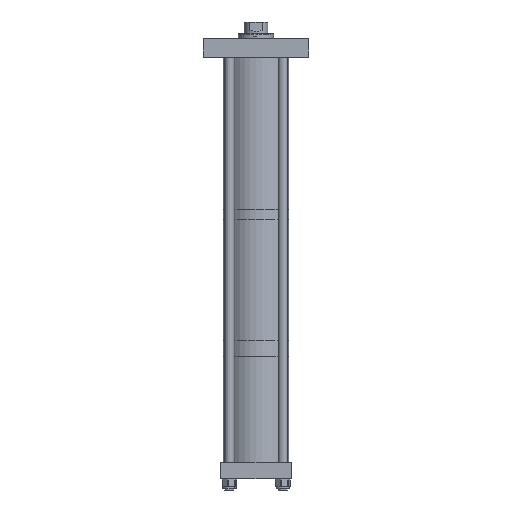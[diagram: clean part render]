
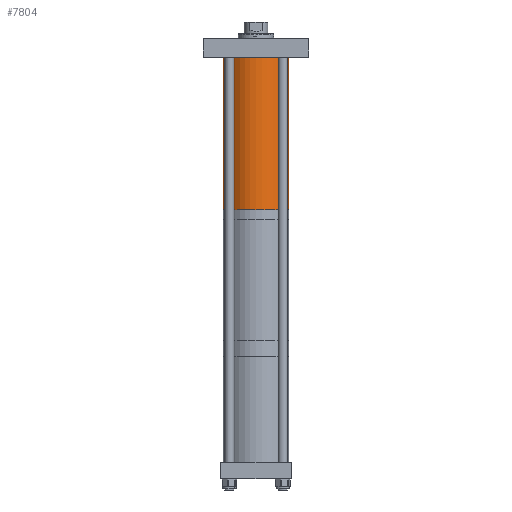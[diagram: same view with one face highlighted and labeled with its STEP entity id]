
A CAD part, front view. The second image highlights one B-rep face of the part: STEP entity #7804.
In plain terms, the highlighted cylindrical face has radius 88.9 mm (diameter 177.8 mm), a partial arc.
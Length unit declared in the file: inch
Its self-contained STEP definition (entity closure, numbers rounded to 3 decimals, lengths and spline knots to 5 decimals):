
#113 = CARTESIAN_POINT ( 'NONE',  ( -3.5, 0., 16.19 ) ) ;
#442 = ORIENTED_EDGE ( 'NONE', *, *, #9578, .T. ) ;
#627 = CARTESIAN_POINT ( 'NONE',  ( 0., 0., 16.19 ) ) ;
#1352 = EDGE_LOOP ( 'NONE', ( #7962, #7499, #442, #8401 ) ) ;
#1418 = VECTOR ( 'NONE', #8086, 39.37008 ) ;
#1459 = DIRECTION ( 'NONE',  ( 0., 0., -1. ) ) ;
#1621 = VERTEX_POINT ( 'NONE', #7683 ) ;
#2503 = EDGE_CURVE ( 'NONE', #8774, #1621, #5748, .T. ) ;
#2664 = CYLINDRICAL_SURFACE ( 'NONE', #3998, 3.5 ) ;
#2721 = CARTESIAN_POINT ( 'NONE',  ( -3.5, 0., 0. ) ) ;
#3007 = DIRECTION ( 'NONE',  ( 1., 0., 0. ) ) ;
#3563 = EDGE_CURVE ( 'NONE', #3899, #1621, #5607, .T. ) ;
#3899 = VERTEX_POINT ( 'NONE', #5027 ) ;
#3998 = AXIS2_PLACEMENT_3D ( 'NONE', #627, #1459, #6320 ) ;
#4067 = CARTESIAN_POINT ( 'NONE',  ( -3.5, 0., 16.19 ) ) ;
#4371 = VECTOR ( 'NONE', #7098, 39.37008 ) ;
#5014 = DIRECTION ( 'NONE',  ( 1., 0., 0. ) ) ;
#5027 = CARTESIAN_POINT ( 'NONE',  ( 3.5, 0., 16.19 ) ) ;
#5432 = AXIS2_PLACEMENT_3D ( 'NONE', #8674, #9353, #3007 ) ;
#5607 = LINE ( 'NONE', #7801, #4371 ) ;
#5748 = CIRCLE ( 'NONE', #9174, 3.5 ) ;
#5776 = CARTESIAN_POINT ( 'NONE',  ( 0., 0., 0. ) ) ;
#6320 = DIRECTION ( 'NONE',  ( -1., 0., 0. ) ) ;
#6778 = VERTEX_POINT ( 'NONE', #4067 ) ;
#6935 = LINE ( 'NONE', #113, #1418 ) ;
#7098 = DIRECTION ( 'NONE',  ( 0., 0., -1. ) ) ;
#7144 = EDGE_CURVE ( 'NONE', #6778, #3899, #8594, .T. ) ;
#7499 = ORIENTED_EDGE ( 'NONE', *, *, #7144, .F. ) ;
#7683 = CARTESIAN_POINT ( 'NONE',  ( 3.5, 0., 0. ) ) ;
#7801 = CARTESIAN_POINT ( 'NONE',  ( 3.5, 0., 16.19 ) ) ;
#7804 = ADVANCED_FACE ( 'NONE', ( #10192 ), #2664, .T. ) ;
#7962 = ORIENTED_EDGE ( 'NONE', *, *, #3563, .F. ) ;
#8086 = DIRECTION ( 'NONE',  ( 0., 0., -1. ) ) ;
#8401 = ORIENTED_EDGE ( 'NONE', *, *, #2503, .T. ) ;
#8594 = CIRCLE ( 'NONE', #5432, 3.5 ) ;
#8674 = CARTESIAN_POINT ( 'NONE',  ( 0., 0., 16.19 ) ) ;
#8774 = VERTEX_POINT ( 'NONE', #2721 ) ;
#9174 = AXIS2_PLACEMENT_3D ( 'NONE', #5776, #9844, #5014 ) ;
#9353 = DIRECTION ( 'NONE',  ( 0., 0., 1. ) ) ;
#9578 = EDGE_CURVE ( 'NONE', #6778, #8774, #6935, .T. ) ;
#9844 = DIRECTION ( 'NONE',  ( 0., 0., 1. ) ) ;
#10192 = FACE_OUTER_BOUND ( 'NONE', #1352, .T. ) ;
